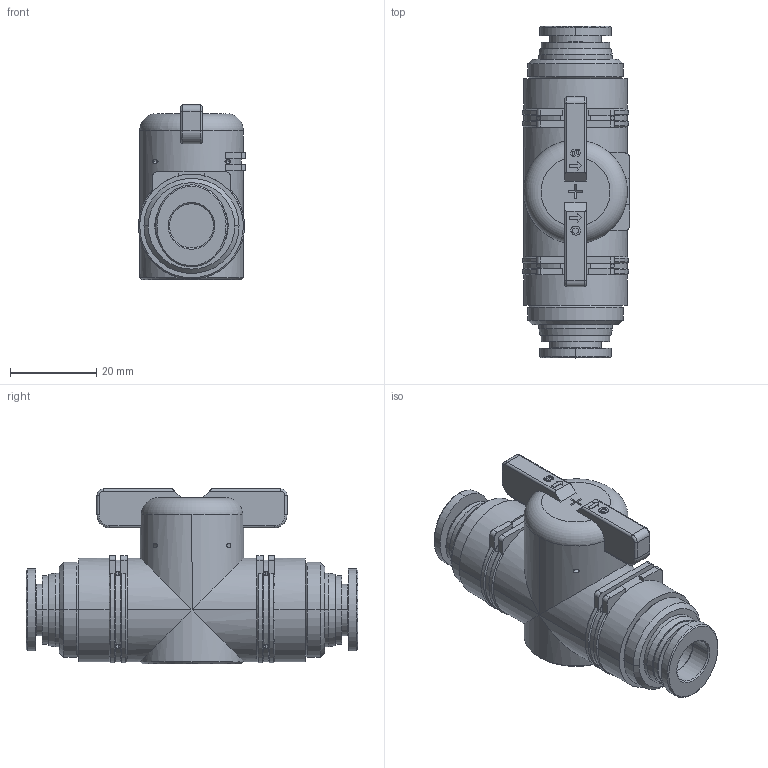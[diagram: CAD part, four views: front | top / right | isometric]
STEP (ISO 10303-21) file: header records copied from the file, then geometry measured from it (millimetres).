
FILE_DESCRIPTION((''),'2;1');
FILE_NAME('BUC601010-mdt.stp','2017-07-24T19:24:33',(''),(''),'Mechanical Desktop 2009','Mechanical Desktop 2009',', , ');
FILE_SCHEMA(('CONFIG_CONTROL_DESIGN'));
Length unit declared in the file: millimetre
Products named in the file (4): BUC601010-MDTA; BUC601010-MDT; BOLT-M3; HA
Assembly tree (3 placements, depth 2):
  BUC601010-MDTA
    BUC601010-MDT
    BOLT-M3
    HA
Bounding box: 24.78 x 76.8 x 40.7 mm (x, y, z)
Volume: 37491.8 mm3; surface area: 10185.7 mm2
Topology: 1 solids, 3 shells, 400 faces, 1004 edges, 639 vertices
Faces by surface type: plane 224, cylinder 112, cone 32, torus 22, bspline 10
Entity records: 13875 total; most frequent: CARTESIAN_POINT 4183, ORIENTED_EDGE 2004, DIRECTION 1962, EDGE_CURVE 1002, VECTOR 662, LINE 662, AXIS2_PLACEMENT_3D 650, VERTEX_POINT 639
